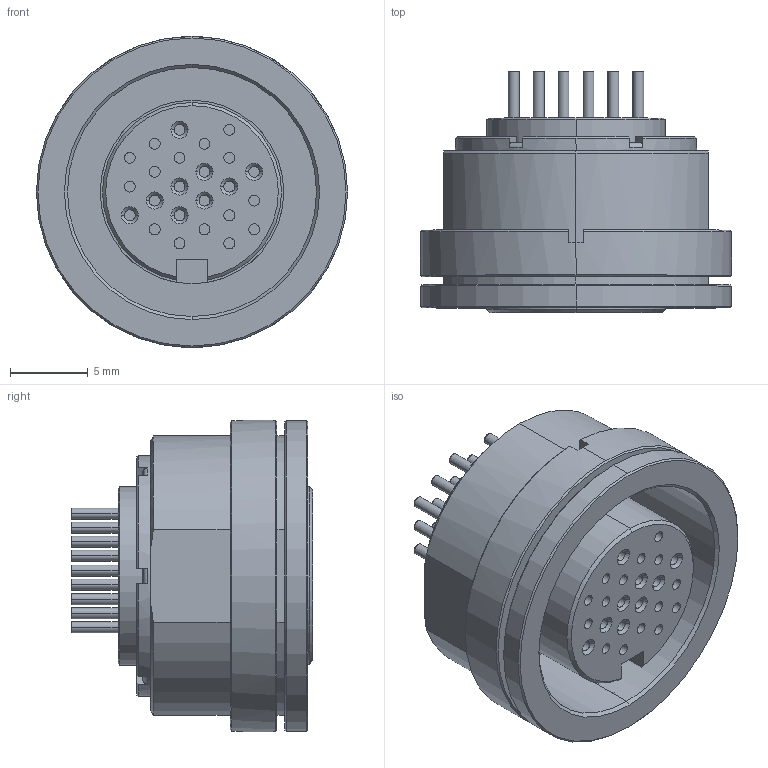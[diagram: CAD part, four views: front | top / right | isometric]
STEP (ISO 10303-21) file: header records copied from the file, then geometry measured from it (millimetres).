
FILE_DESCRIPTION((''),'2;1');
FILE_NAME('09-0198-00-24.stp','2005-04-25T08:55:56',('generator'),(''),'Autodesk Inventor 7','Autodesk Inventor 7','');
FILE_SCHEMA(('AUTOMOTIVE_DESIGN { 1 0 10303 214 1 1 1 1 }'));
Length unit declared in the file: millimetre
Products named in the file (1): 09-0198-00-24
Bounding box: 20 x 15.5 x 20 mm (x, y, z)
Volume: 2238.2 mm3; surface area: 2915 mm2
Topology: 1 solids, 1 shells, 369 faces, 842 edges, 547 vertices
Faces by surface type: cylinder 179, plane 140, cone 44, torus 6
Entity records: 10949 total; most frequent: CARTESIAN_POINT 2178, DIRECTION 2011, ORIENTED_EDGE 1684, EDGE_CURVE 842, AXIS2_PLACEMENT_3D 819, VERTEX_POINT 547, CIRCLE 449, EDGE_LOOP 447
